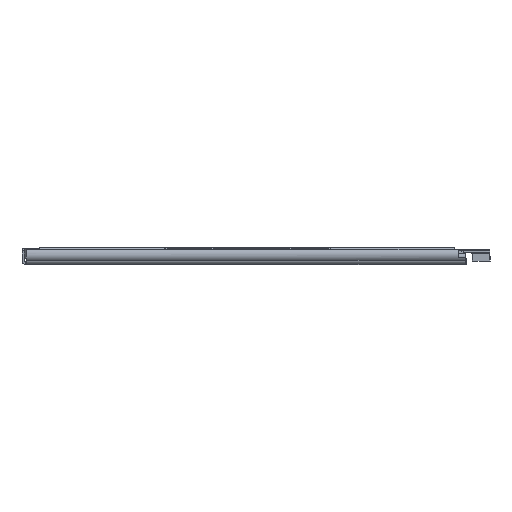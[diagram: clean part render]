
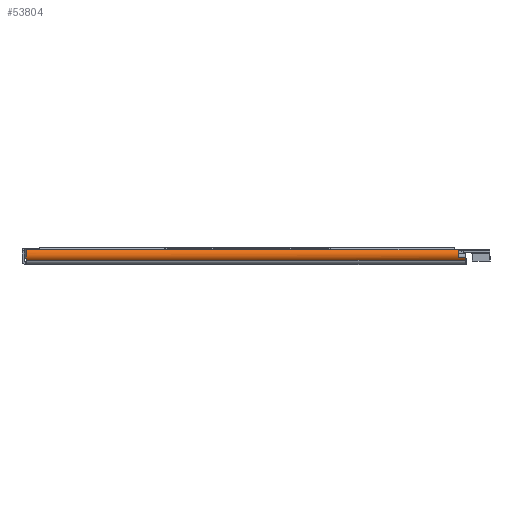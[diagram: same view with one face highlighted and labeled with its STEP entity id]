
A CAD part, left-side view. The second image highlights one B-rep face of the part: STEP entity #53804.
In plain terms, the highlighted cylindrical face has radius 7.6 mm (diameter 15.2 mm), a partial arc.
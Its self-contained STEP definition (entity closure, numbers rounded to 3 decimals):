
#2413=CYLINDRICAL_SURFACE('',#57632,7.6);
#3931=FACE_OUTER_BOUND('',#7130,.T.);
#7130=EDGE_LOOP('',(#36168,#36169,#36170,#36171,#36172,#36173));
#10473=LINE('',#80876,#14824);
#10488=LINE('',#80916,#14839);
#10505=LINE('',#80956,#14856);
#14824=VECTOR('',#64120,10.);
#14839=VECTOR('',#64171,10.);
#14856=VECTOR('',#64234,10.);
#19087=CIRCLE('',#57487,7.6);
#19119=CIRCLE('',#57561,7.6);
#19137=CIRCLE('',#57604,7.6);
#21905=VERTEX_POINT('',#80629);
#21906=VERTEX_POINT('',#80631);
#21954=VERTEX_POINT('',#80803);
#21955=VERTEX_POINT('',#80805);
#21973=VERTEX_POINT('',#80874);
#21980=VERTEX_POINT('',#80904);
#27289=EDGE_CURVE('',#21906,#21905,#19087,.T.);
#27376=EDGE_CURVE('',#21955,#21954,#19119,.T.);
#27411=EDGE_CURVE('',#21905,#21973,#10473,.T.);
#27426=EDGE_CURVE('',#21973,#21980,#19137,.T.);
#27431=EDGE_CURVE('',#21980,#21955,#10488,.T.);
#27448=EDGE_CURVE('',#21906,#21954,#10505,.T.);
#36168=ORIENTED_EDGE('',*,*,#27376,.T.);
#36169=ORIENTED_EDGE('',*,*,#27448,.F.);
#36170=ORIENTED_EDGE('',*,*,#27289,.T.);
#36171=ORIENTED_EDGE('',*,*,#27411,.T.);
#36172=ORIENTED_EDGE('',*,*,#27426,.T.);
#36173=ORIENTED_EDGE('',*,*,#27431,.T.);
#53804=ADVANCED_FACE('',(#3931),#2413,.T.);
#57487=AXIS2_PLACEMENT_3D('',#80632,#63838,#63839);
#57561=AXIS2_PLACEMENT_3D('',#80806,#64037,#64038);
#57604=AXIS2_PLACEMENT_3D('',#80906,#64155,#64156);
#57632=AXIS2_PLACEMENT_3D('',#80955,#64232,#64233);
#63838=DIRECTION('center_axis',(0.,1.,0.));
#63839=DIRECTION('ref_axis',(-0.705,0.,-0.709));
#64037=DIRECTION('center_axis',(0.,-1.,0.));
#64038=DIRECTION('ref_axis',(0.705,0.,0.709));
#64120=DIRECTION('',(0.,1.,0.));
#64155=DIRECTION('center_axis',(0.,1.,0.));
#64156=DIRECTION('ref_axis',(0.705,0.,0.709));
#64171=DIRECTION('',(0.,1.,0.));
#64232=DIRECTION('center_axis',(0.,1.,0.));
#64233=DIRECTION('ref_axis',(0.705,0.,0.709));
#64234=DIRECTION('',(0.,1.,0.));
#80629=CARTESIAN_POINT('',(-37.625,0.,7.957));
#80631=CARTESIAN_POINT('',(-35.857,0.,5.209));
#80632=CARTESIAN_POINT('Origin',(-30.5,0.,
10.6));
#80803=CARTESIAN_POINT('',(-35.857,495.,5.209));
#80805=CARTESIAN_POINT('',(-35.033,495.,16.7));
#80806=CARTESIAN_POINT('Origin',(-30.5,495.,10.6));
#80874=CARTESIAN_POINT('',(-37.625,8.,7.957));
#80876=CARTESIAN_POINT('',(-37.625,0.,7.957));
#80904=CARTESIAN_POINT('',(-35.033,8.,16.7));
#80906=CARTESIAN_POINT('Origin',(-30.5,8.,10.6));
#80916=CARTESIAN_POINT('',(-35.033,0.,16.7));
#80955=CARTESIAN_POINT('Origin',(-30.5,0.,10.6));
#80956=CARTESIAN_POINT('',(-35.857,0.,5.209));
